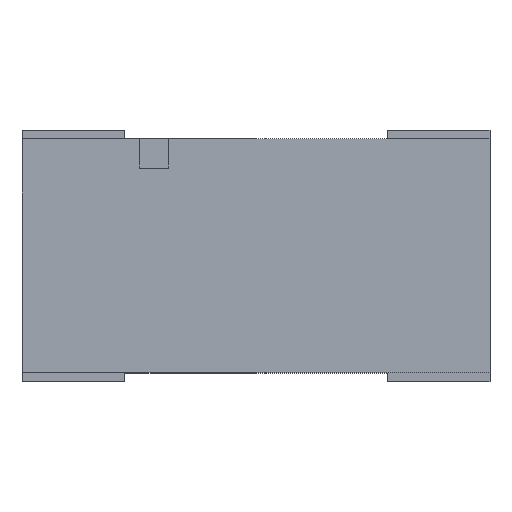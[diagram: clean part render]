
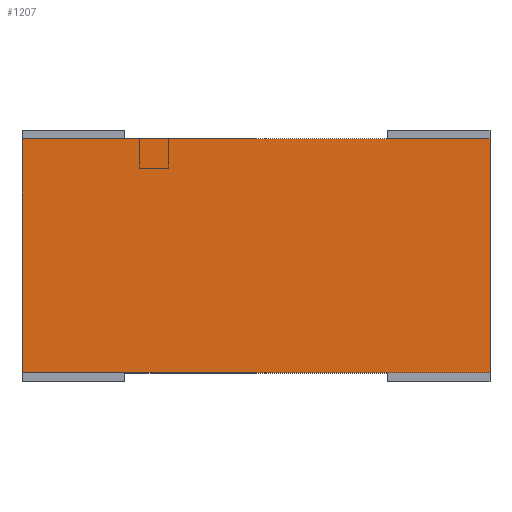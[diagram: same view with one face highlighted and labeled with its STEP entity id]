
A CAD part, top view. The second image highlights one B-rep face of the part: STEP entity #1207.
In plain terms, the highlighted planar face has unit normal (0, 0, 1).
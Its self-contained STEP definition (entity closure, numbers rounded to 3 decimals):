
#1 = CARTESIAN_POINT ( 'NONE',  ( -0.8, 0.83, 0.45 ) ) ;
#36 = EDGE_CURVE ( 'NONE', #812, #248, #380, .T. ) ;
#50 = DIRECTION ( 'NONE',  ( 0., -1., 0. ) ) ;
#63 = VECTOR ( 'NONE', #79, 1000. ) ;
#69 = CARTESIAN_POINT ( 'NONE',  ( -0.8, 0.83, 0.45 ) ) ;
#70 = LINE ( 'NONE', #646, #1091 ) ;
#79 = DIRECTION ( 'NONE',  ( 0., -1., 0. ) ) ;
#114 = DIRECTION ( 'NONE',  ( 1., 0., 0. ) ) ;
#115 = AXIS2_PLACEMENT_3D ( 'NONE', #1, #767, #578 ) ;
#126 = EDGE_CURVE ( 'NONE', #895, #248, #70, .T. ) ;
#248 = VERTEX_POINT ( 'NONE', #611 ) ;
#310 = VECTOR ( 'NONE', #114, 1000. ) ;
#321 = EDGE_LOOP ( 'NONE', ( #593, #728, #1131, #825 ) ) ;
#380 = LINE ( 'NONE', #530, #703 ) ;
#530 = CARTESIAN_POINT ( 'NONE',  ( -0.8, 0.03, 0.45 ) ) ;
#539 = EDGE_CURVE ( 'NONE', #1118, #895, #787, .T. ) ;
#578 = DIRECTION ( 'NONE',  ( -1., 0., 0. ) ) ;
#586 = PLANE ( 'NONE',  #115 ) ;
#593 = ORIENTED_EDGE ( 'NONE', *, *, #539, .F. ) ;
#611 = CARTESIAN_POINT ( 'NONE',  ( 0.8, 0.03, 0.45 ) ) ;
#646 = CARTESIAN_POINT ( 'NONE',  ( 0.8, 0.83, 0.45 ) ) ;
#703 = VECTOR ( 'NONE', #726, 1000. ) ;
#704 = CARTESIAN_POINT ( 'NONE',  ( -0.8, 0.83, 0.45 ) ) ;
#726 = DIRECTION ( 'NONE',  ( 1., 0., 0. ) ) ;
#728 = ORIENTED_EDGE ( 'NONE', *, *, #1107, .T. ) ;
#767 = DIRECTION ( 'NONE',  ( 0., 0., -1. ) ) ;
#787 = LINE ( 'NONE', #704, #310 ) ;
#812 = VERTEX_POINT ( 'NONE', #909 ) ;
#825 = ORIENTED_EDGE ( 'NONE', *, *, #126, .F. ) ;
#847 = CARTESIAN_POINT ( 'NONE',  ( 0.8, 0.83, 0.45 ) ) ;
#895 = VERTEX_POINT ( 'NONE', #847 ) ;
#909 = CARTESIAN_POINT ( 'NONE',  ( -0.8, 0.03, 0.45 ) ) ;
#932 = FACE_OUTER_BOUND ( 'NONE', #321, .T. ) ;
#1091 = VECTOR ( 'NONE', #50, 1000. ) ;
#1101 = LINE ( 'NONE', #1228, #63 ) ;
#1107 = EDGE_CURVE ( 'NONE', #1118, #812, #1101, .T. ) ;
#1118 = VERTEX_POINT ( 'NONE', #69 ) ;
#1131 = ORIENTED_EDGE ( 'NONE', *, *, #36, .T. ) ;
#1207 = ADVANCED_FACE ( 'NONE', ( #932 ), #586, .F. ) ;
#1228 = CARTESIAN_POINT ( 'NONE',  ( -0.8, 0.83, 0.45 ) ) ;
